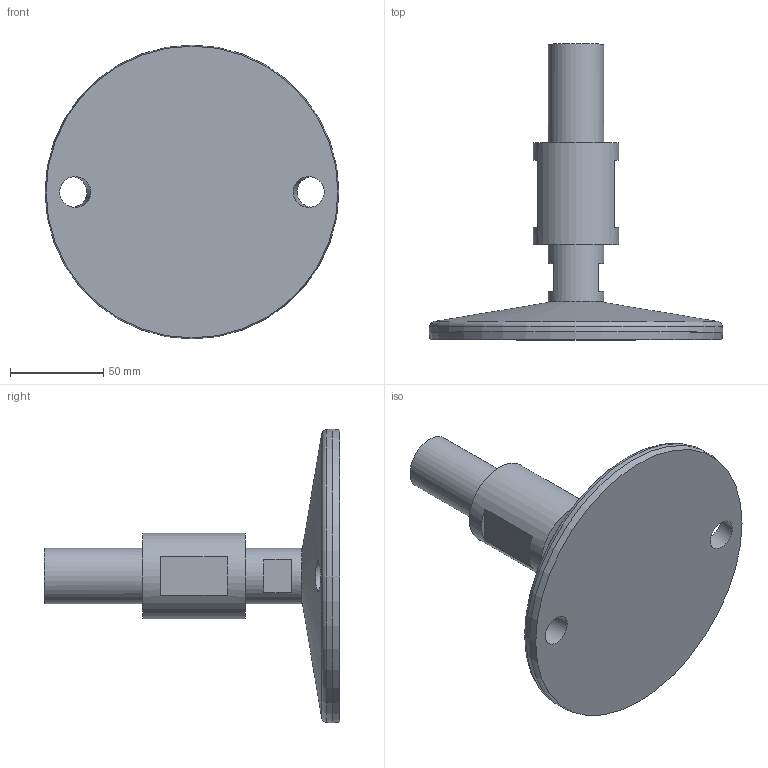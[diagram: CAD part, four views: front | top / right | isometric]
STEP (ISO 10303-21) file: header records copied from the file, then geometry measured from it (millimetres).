
FILE_DESCRIPTION (( 'STEP AP203' ), '1' );
FILE_NAME ('EHSFx9 - EHSF159LC-M30-L135-R19.STEP', '2024-09-10T14:45:28', ( '' ), ( '' ), 'SwSTEP 2.0', 'SolidWorks 2024', '' );
FILE_SCHEMA (( 'CONFIG_CONTROL_DESIGN' ));
Length unit declared in the file: millimetre
Products named in the file (1): EHSFx9 - EHSF159LC-M30-L135-R19
Bounding box: 158 x 159 x 158 mm (x, y, z)
Volume: 447917 mm3; surface area: 69605.6 mm2
Topology: 2 solids, 2 shells, 33 faces, 61 edges, 40 vertices
Faces by surface type: plane 18, cylinder 5, cone 5, torus 3, sphere 2
Full cylindrical faces by diameter (mm): 16.5 x2, 30 x1, 46 x1, 157.98 x1
Entity records: 991 total; most frequent: CARTESIAN_POINT 302, DIRECTION 134, ORIENTED_EDGE 90, AXIS2_PLACEMENT_3D 59, EDGE_LOOP 58, EDGE_CURVE 45, FACE_OUTER_BOUND 43, VERTEX_POINT 37
